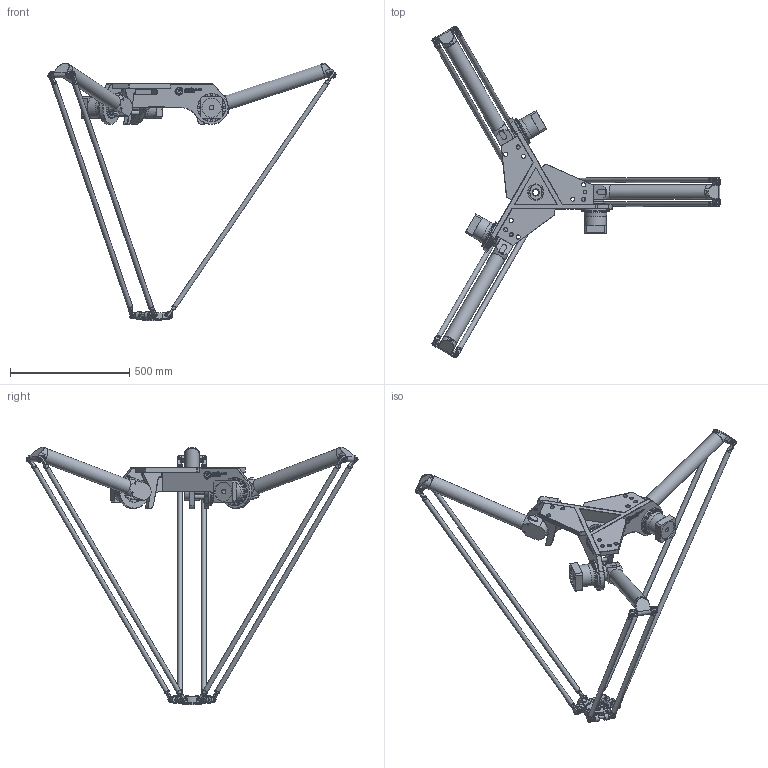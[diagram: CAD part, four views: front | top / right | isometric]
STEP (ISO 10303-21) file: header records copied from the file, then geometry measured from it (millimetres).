
FILE_DESCRIPTION(/* description */ (''),/* implementation_level */ '2;1');
FILE_NAME(/* name */ '3D-model_A_00810-01.stp',/* time_stamp */ '2022-02-22T11:39:24+01:00',/* author */ ('michael.schutter'),/* organization */ ('Majatronic'),/* preprocessor_version */ 'ST-DEVELOPER v16.5',/* originating_system */ 'Autodesk Inventor 2017',/* authorisation */ '');
FILE_SCHEMA (('AUTOMOTIVE_DESIGN { 1 0 10303 214 3 1 1 }'));
Length unit declared in the file: millimetre
Products named in the file (8): A_00810-01_DUMMY; MT_BGR00105084; MT_WST00111270; MT_WST00046397MT_WST; MT_WST00060467MT_WST; MT_WST00061080MT_WST; MT_WST00065020MT_WST; MT_WST00031699MT_WST
Assembly tree (21 placements, depth 3):
  A_00810-01_DUMMY
    MT_BGR00105084
      MT_WST00111270
      MT_WST00046397MT_WST  x3
    MT_WST00060467MT_WST  x3
    MT_WST00061080MT_WST  x6
    MT_WST00065020MT_WST
    MT_WST00031699MT_WST  x6
Bounding box: 1206.49 x 1389.79 x 1078.21 mm (x, y, z)
Volume: 14697295.9 mm3; surface area: 1721957.6 mm2
Topology: 20 solids, 20 shells, 2758 faces, 6613 edges, 4150 vertices
Faces by surface type: plane 1533, cylinder 738, cone 315, bspline 141, torus 31
Full cylindrical faces by diameter (mm): 4.917 x13, 6 x1, 8 x37, 8.5 x48, 10 x3, 12 x28, 16 x24, 17.5 x9, 18 x24, 19 x3, 20 x18, 25 x1, 30 x1, 31.5 x3, 40 x1, 60.1 x3, 61 x1, 63 x6, 67 x3, 68 x1, 68.87 x3, 80 x1, 81 x3, 90 x4, 91 x3, 91.5 x3, 95 x6, 96 x2, 115 x1, 118 x3
Entity records: 55034 total; most frequent: CARTESIAN_POINT 16884, DIRECTION 7719, ORIENTED_EDGE 7606, EDGE_CURVE 3803, AXIS2_PLACEMENT_3D 2656, VERTEX_POINT 2483, LINE 2407, VECTOR 2407
